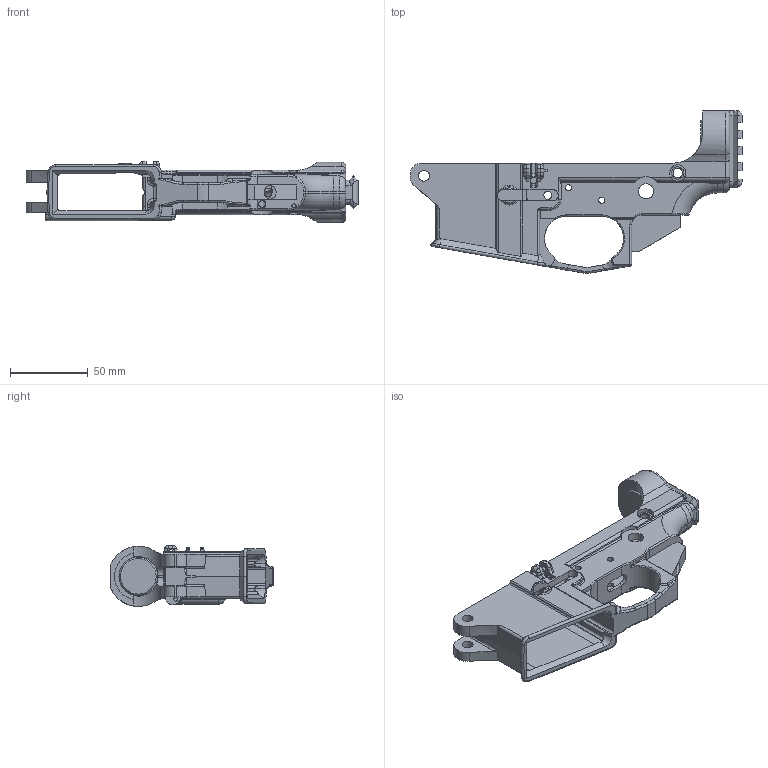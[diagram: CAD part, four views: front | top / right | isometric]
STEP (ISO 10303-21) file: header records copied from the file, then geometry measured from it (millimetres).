
FILE_DESCRIPTION(/* description */ (''),/* implementation_level */ '2;1');
FILE_NAME(/* name */ 'SW1522.step',/* time_stamp */ '2022-09-30T00:11:05-04:00',/* author */ (''),/* organization */ (''),/* preprocessor_version */ 'ST-DEVELOPER v19',/* originating_system */ 'Autodesk Translation Framework v11.7.0.108',/* authorisation */ '');
FILE_SCHEMA (('AUTOMOTIVE_DESIGN { 1 0 10303 214 3 1 1 }'));
Length unit declared in the file: millimetre
Products named in the file (3): Lower Receiver; Plug; Bevel
Assembly tree (2 placements, depth 3):
  Lower Receiver
    Plug
      Bevel
Bounding box: 213.55 x 104.4 x 39.21 mm (x, y, z)
Volume: 133353.1 mm3; surface area: 57508.8 mm2
Topology: 2 solids, 2 shells, 615 faces, 1638 edges, 1008 vertices
Faces by surface type: cylinder 246, plane 213, bspline 101, torus 45, sphere 6, cone 4
Full cylindrical faces by diameter (mm): 2.5 x2, 3.175 x2, 3.962 x2, 4.2 x1, 4.262 x2, 4.35 x1, 4.9 x1, 5.182 x1, 5.537 x1, 6.175 x2, 7 x2, 7.925 x1, 9.85 x2, 10.476 x2
Entity records: 24819 total; most frequent: CARTESIAN_POINT 9926, ORIENTED_EDGE 3234, DIRECTION 2991, EDGE_CURVE 1617, AXIS2_PLACEMENT_3D 1107, VERTEX_POINT 1008, LINE 777, VECTOR 777
